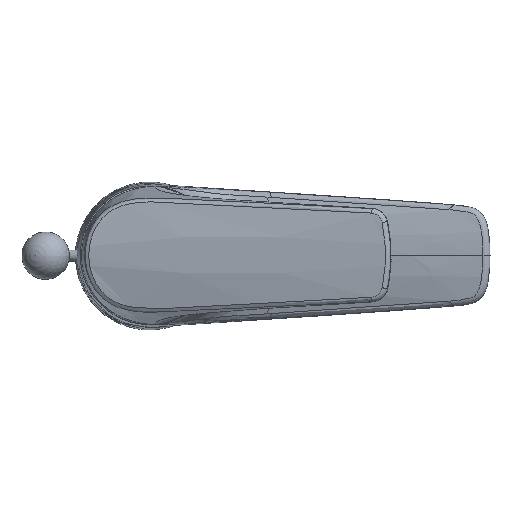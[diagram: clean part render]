
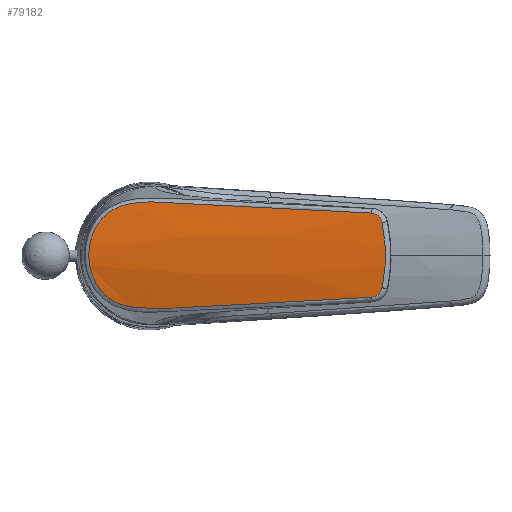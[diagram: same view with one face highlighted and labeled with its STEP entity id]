
A CAD part, top view. The second image highlights one B-rep face of the part: STEP entity #79182.
In plain terms, the highlighted free-form (B-spline) face has degree [3, 3] with [4, 4] control points.
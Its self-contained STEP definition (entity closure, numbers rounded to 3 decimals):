
#2233=B_SPLINE_SURFACE_WITH_KNOTS('',3,3,((#125505,#125506,#125507,#125508),
(#125509,#125510,#125511,#125512),(#125513,#125514,#125515,#125516),(#125517,
#125518,#125519,#125520)),.UNSPECIFIED.,.F.,.F.,.F.,(4,4),(4,4),(0.054,
0.944),(0.087,0.876),.UNSPECIFIED.);
#3460=B_SPLINE_CURVE_WITH_KNOTS('',3,(#125521,#125522,#125523,#125524,#125525,
#125526,#125527,#125528,#125529,#125530,#125531,#125532,#125533,#125534,
#125535,#125536,#125537,#125538,#125539,#125540,#125541,#125542,#125543,
#125544,#125545,#125546,#125547,#125548,#125549,#125550,#125551,#125552,
#125553,#125554,#125555),.UNSPECIFIED.,.F.,.F.,(4,1,1,1,1,1,1,1,1,1,1,1,
1,1,1,1,1,1,1,1,1,1,1,1,1,1,1,1,1,1,1,1,4),(0.,0.012,0.024,
0.036,0.048,0.054,0.06,
0.066,0.072,0.078,0.081,
0.083,0.084,0.087,0.09,
0.093,0.096,0.099,0.102,
0.105,0.108,0.111,0.114,
0.117,0.12,0.126,0.132,
0.138,0.144,0.156,0.168,
0.18,0.192),.UNSPECIFIED.);
#3461=B_SPLINE_CURVE_WITH_KNOTS('',3,(#125558,#125559,#125560,#125561,#125562),
 .UNSPECIFIED.,.F.,.F.,(4,1,4),(0.,0.002,0.005),
 .UNSPECIFIED.);
#3462=B_SPLINE_CURVE_WITH_KNOTS('',3,(#125564,#125565,#125566,#125567,#125568,
#125569,#125570),.UNSPECIFIED.,.F.,.F.,(4,1,1,1,4),(0.,0.005,
0.01,0.015,0.02),.UNSPECIFIED.);
#3463=B_SPLINE_CURVE_WITH_KNOTS('',3,(#125572,#125573,#125574,#125575,#125576),
 .UNSPECIFIED.,.F.,.F.,(4,1,4),(0.,0.002,0.005),
 .UNSPECIFIED.);
#29516=ORIENTED_EDGE('',*,*,#38041,.T.);
#29517=ORIENTED_EDGE('',*,*,#38042,.T.);
#29518=ORIENTED_EDGE('',*,*,#38043,.T.);
#29519=ORIENTED_EDGE('',*,*,#38044,.T.);
#38041=EDGE_CURVE('',#43676,#43677,#3460,.T.);
#38042=EDGE_CURVE('',#43677,#43678,#3461,.T.);
#38043=EDGE_CURVE('',#43678,#43679,#3462,.T.);
#38044=EDGE_CURVE('',#43679,#43676,#3463,.T.);
#43676=VERTEX_POINT('',#125556);
#43677=VERTEX_POINT('',#125557);
#43678=VERTEX_POINT('',#125563);
#43679=VERTEX_POINT('',#125571);
#49755=EDGE_LOOP('',(#29516,#29517,#29518,#29519));
#53327=FACE_BOUND('',#49755,.T.);
#79182=ADVANCED_FACE('',(#53327),#2233,.T.);
#125505=CARTESIAN_POINT('',(-18.457,-16.748,131.565));
#125506=CARTESIAN_POINT('',(9.811,-16.748,135.435));
#125507=CARTESIAN_POINT('',(40.251,-16.752,139.316));
#125508=CARTESIAN_POINT('',(72.863,-16.761,143.209));
#125509=CARTESIAN_POINT('',(-19.239,-5.608,134.025));
#125510=CARTESIAN_POINT('',(9.01,-5.608,137.969));
#125511=CARTESIAN_POINT('',(39.56,-5.609,141.37));
#125512=CARTESIAN_POINT('',(72.41,-5.612,144.226));
#125513=CARTESIAN_POINT('',(-19.241,5.533,134.03));
#125514=CARTESIAN_POINT('',(9.008,5.533,137.974));
#125515=CARTESIAN_POINT('',(39.558,5.534,141.374));
#125516=CARTESIAN_POINT('',(72.409,5.537,144.229));
#125517=CARTESIAN_POINT('',(-18.462,16.673,131.581));
#125518=CARTESIAN_POINT('',(9.806,16.673,135.452));
#125519=CARTESIAN_POINT('',(40.246,16.677,139.329));
#125520=CARTESIAN_POINT('',(72.86,16.686,143.215));
#125521=CARTESIAN_POINT('',(67.52,12.796,142.956));
#125522=CARTESIAN_POINT('',(63.549,13.071,142.494));
#125523=CARTESIAN_POINT('',(55.606,13.565,141.547));
#125524=CARTESIAN_POINT('',(43.693,14.185,140.07));
#125525=CARTESIAN_POINT('',(31.784,14.763,138.535));
#125526=CARTESIAN_POINT('',(21.868,15.28,137.201));
#125527=CARTESIAN_POINT('',(13.943,15.723,136.1));
#125528=CARTESIAN_POINT('',(7.998,16.048,135.261));
#125529=CARTESIAN_POINT('',(2.057,16.299,134.427));
#125530=CARTESIAN_POINT('',(-3.913,16.184,133.659));
#125531=CARTESIAN_POINT('',(-8.838,15.113,133.238));
#125532=CARTESIAN_POINT('',(-11.939,13.39,133.154));
#125533=CARTESIAN_POINT('',(-13.485,12.141,133.163));
#125534=CARTESIAN_POINT('',(-14.91,10.688,133.202));
#125535=CARTESIAN_POINT('',(-16.33,8.652,133.289));
#125536=CARTESIAN_POINT('',(-17.571,5.884,133.398));
#125537=CARTESIAN_POINT('',(-18.317,2.983,133.474));
#125538=CARTESIAN_POINT('',(-18.571,-0.043,133.501));
#125539=CARTESIAN_POINT('',(-18.309,-3.029,133.473));
#125540=CARTESIAN_POINT('',(-17.544,-5.966,133.395));
#125541=CARTESIAN_POINT('',(-16.297,-8.712,133.286));
#125542=CARTESIAN_POINT('',(-14.554,-11.182,133.182));
#125543=CARTESIAN_POINT('',(-12.287,-13.212,133.143));
#125544=CARTESIAN_POINT('',(-9.646,-14.653,133.218));
#125545=CARTESIAN_POINT('',(-6.756,-15.566,133.414));
#125546=CARTESIAN_POINT('',(-2.841,-16.207,133.797));
#125547=CARTESIAN_POINT('',(2.159,-16.297,134.44));
#125548=CARTESIAN_POINT('',(8.089,-16.043,135.274));
#125549=CARTESIAN_POINT('',(14.03,-15.718,136.112));
#125550=CARTESIAN_POINT('',(21.949,-15.276,137.211));
#125551=CARTESIAN_POINT('',(31.856,-14.76,138.544));
#125552=CARTESIAN_POINT('',(43.755,-14.182,140.078));
#125553=CARTESIAN_POINT('',(55.66,-13.562,141.554));
#125554=CARTESIAN_POINT('',(63.596,-13.068,142.5));
#125555=CARTESIAN_POINT('',(67.564,-12.793,142.962));
#125556=CARTESIAN_POINT('',(67.52,12.796,142.956));
#125557=CARTESIAN_POINT('',(67.564,-12.793,142.962));
#125558=CARTESIAN_POINT('',(67.564,-12.793,142.962));
#125559=CARTESIAN_POINT('',(68.338,-12.739,143.052));
#125560=CARTESIAN_POINT('',(69.816,-12.085,143.269));
#125561=CARTESIAN_POINT('',(70.598,-10.68,143.448));
#125562=CARTESIAN_POINT('',(70.743,-9.915,143.509));
#125563=CARTESIAN_POINT('',(70.743,-9.915,143.509));
#125564=CARTESIAN_POINT('',(70.743,-9.915,143.509));
#125565=CARTESIAN_POINT('',(71.054,-8.273,143.639));
#125566=CARTESIAN_POINT('',(71.534,-4.969,143.832));
#125567=CARTESIAN_POINT('',(71.837,0.055,143.932));
#125568=CARTESIAN_POINT('',(71.5,5.014,143.827));
#125569=CARTESIAN_POINT('',(71.015,8.299,143.634));
#125570=CARTESIAN_POINT('',(70.696,9.936,143.503));
#125571=CARTESIAN_POINT('',(70.696,9.936,143.503));
#125572=CARTESIAN_POINT('',(70.696,9.936,143.503));
#125573=CARTESIAN_POINT('',(70.548,10.697,143.442));
#125574=CARTESIAN_POINT('',(69.759,12.098,143.262));
#125575=CARTESIAN_POINT('',(68.292,12.742,143.046));
#125576=CARTESIAN_POINT('',(67.52,12.796,142.956));
